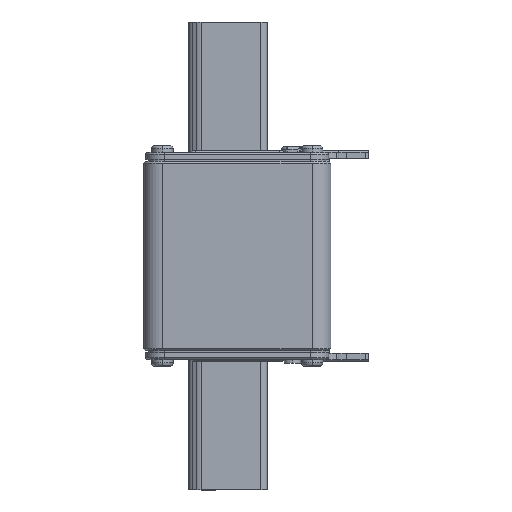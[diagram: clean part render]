
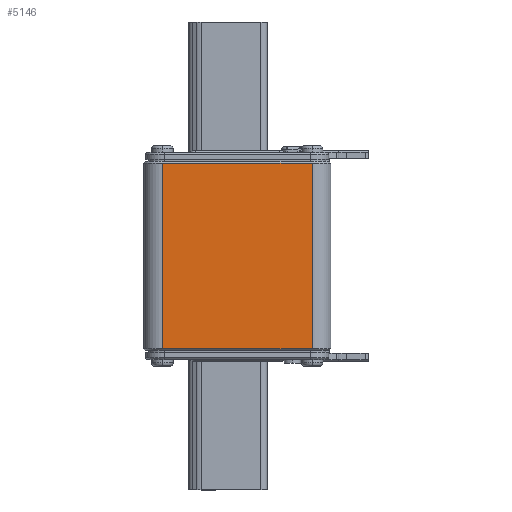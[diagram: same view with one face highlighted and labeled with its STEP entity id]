
A CAD part, top view. The second image highlights one B-rep face of the part: STEP entity #5146.
In plain terms, the highlighted planar face has unit normal (0, 0, 1).
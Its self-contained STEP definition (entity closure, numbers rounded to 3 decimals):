
#564 = VECTOR ( 'NONE', #18515, 1000. ) ;
#862 = VECTOR ( 'NONE', #11918, 1000. ) ;
#1775 = LINE ( 'NONE', #14426, #9849 ) ;
#2272 = CARTESIAN_POINT ( 'NONE',  ( -24., -30.25, 26.5 ) ) ;
#2337 = PLANE ( 'NONE',  #11851 ) ;
#3845 = CARTESIAN_POINT ( 'NONE',  ( -24., 29.75, 26.5 ) ) ;
#3954 = DIRECTION ( 'NONE',  ( 1., 0., 0. ) ) ;
#5146 = ADVANCED_FACE ( 'NONE', ( #15989 ), #2337, .F. ) ;
#5199 = VECTOR ( 'NONE', #19913, 1000. ) ;
#6031 = ORIENTED_EDGE ( 'NONE', *, *, #15748, .T. ) ;
#6705 = ORIENTED_EDGE ( 'NONE', *, *, #14520, .T. ) ;
#7233 = CARTESIAN_POINT ( 'NONE',  ( 24., -29.75, 26.5 ) ) ;
#7842 = VERTEX_POINT ( 'NONE', #18486 ) ;
#7845 = EDGE_LOOP ( 'NONE', ( #6705, #8164, #18794, #6031 ) ) ;
#8001 = DIRECTION ( 'NONE',  ( 0., 1., 0. ) ) ;
#8164 = ORIENTED_EDGE ( 'NONE', *, *, #18606, .T. ) ;
#9322 = VERTEX_POINT ( 'NONE', #17309 ) ;
#9849 = VECTOR ( 'NONE', #8001, 1000. ) ;
#9918 = LINE ( 'NONE', #2272, #862 ) ;
#11851 = AXIS2_PLACEMENT_3D ( 'NONE', #20027, #13638, #3954 ) ;
#11918 = DIRECTION ( 'NONE',  ( 0., -1., 0. ) ) ;
#11940 = CARTESIAN_POINT ( 'NONE',  ( -30., 29.75, 26.5 ) ) ;
#11943 = EDGE_CURVE ( 'NONE', #14289, #9322, #9918, .T. ) ;
#12914 = LINE ( 'NONE', #7233, #564 ) ;
#13638 = DIRECTION ( 'NONE',  ( 0., 0., -1. ) ) ;
#14289 = VERTEX_POINT ( 'NONE', #3845 ) ;
#14426 = CARTESIAN_POINT ( 'NONE',  ( 24., -30.25, 26.5 ) ) ;
#14520 = EDGE_CURVE ( 'NONE', #19862, #7842, #1775, .T. ) ;
#15748 = EDGE_CURVE ( 'NONE', #9322, #19862, #12914, .T. ) ;
#15989 = FACE_OUTER_BOUND ( 'NONE', #7845, .T. ) ;
#17309 = CARTESIAN_POINT ( 'NONE',  ( -24., -29.75, 26.5 ) ) ;
#17773 = CARTESIAN_POINT ( 'NONE',  ( 24., -29.75, 26.5 ) ) ;
#18486 = CARTESIAN_POINT ( 'NONE',  ( 24., 29.75, 26.5 ) ) ;
#18515 = DIRECTION ( 'NONE',  ( 1., 0., 0. ) ) ;
#18606 = EDGE_CURVE ( 'NONE', #7842, #14289, #19085, .T. ) ;
#18794 = ORIENTED_EDGE ( 'NONE', *, *, #11943, .T. ) ;
#19085 = LINE ( 'NONE', #11940, #5199 ) ;
#19862 = VERTEX_POINT ( 'NONE', #17773 ) ;
#19913 = DIRECTION ( 'NONE',  ( -1., 0., 0. ) ) ;
#20027 = CARTESIAN_POINT ( 'NONE',  ( -30., -30.25, 26.5 ) ) ;
